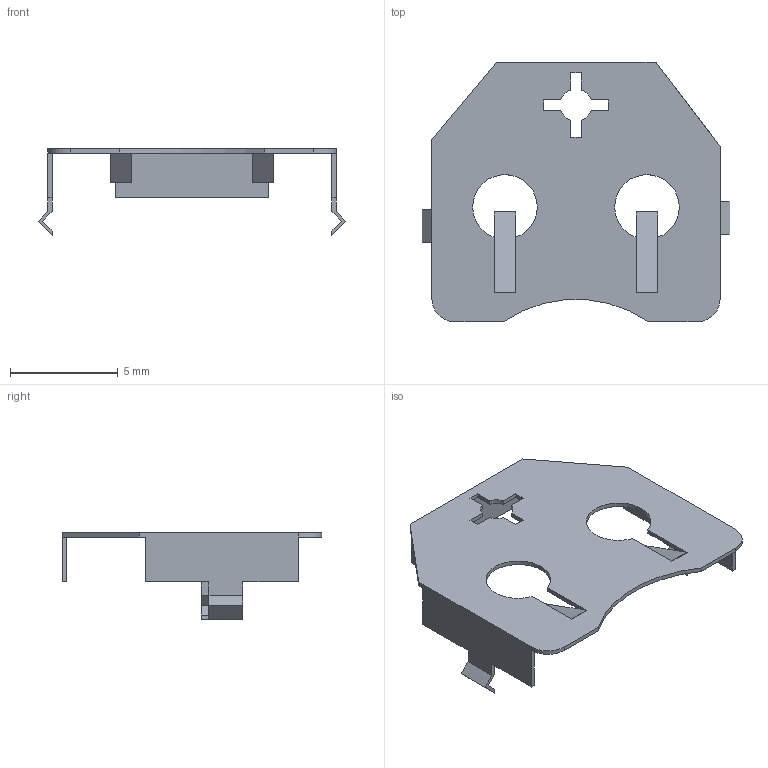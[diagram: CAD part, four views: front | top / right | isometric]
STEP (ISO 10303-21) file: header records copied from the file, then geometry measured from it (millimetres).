
FILE_DESCRIPTION(/* description */ ('model of BatteryHolder_Keystone_3001_1x12mm'),/* implementation_level */ '2;1');
FILE_NAME(/* name */ 'BatteryHolder_Keystone_3001_1x12mm.step',/* time_stamp */ '2018-12-13T18:01:16',/* author */ ('kicad StepUp','ksu'),/* organization */ ('FreeCAD'),/* preprocessor_version */ 'OCC',/* originating_system */ 'kicad StepUp',/* authorisation */ '');
FILE_SCHEMA(('AUTOMOTIVE_DESIGN { 1 0 10303 214 1 1 1 1 }'));
Length unit declared in the file: millimetre
Products named in the file (1): Keystone_3001_1x12mm
Bounding box: 14.32 x 12.07 x 4.03 mm (x, y, z)
Volume: 36.1 mm3; surface area: 387.5 mm2
Topology: 2 solids, 2 shells, 90 faces, 252 edges, 166 vertices
Faces by surface type: plane 81, cylinder 9
Entity records: 1956 total; most frequent: ORIENTED_EDGE 402, CARTESIAN_POINT 296, EDGE_CURVE 252, LINE 191, VERTEX_POINT 166, FACE_BOUND 96, EDGE_LOOP 96, ADVANCED_FACE 90
